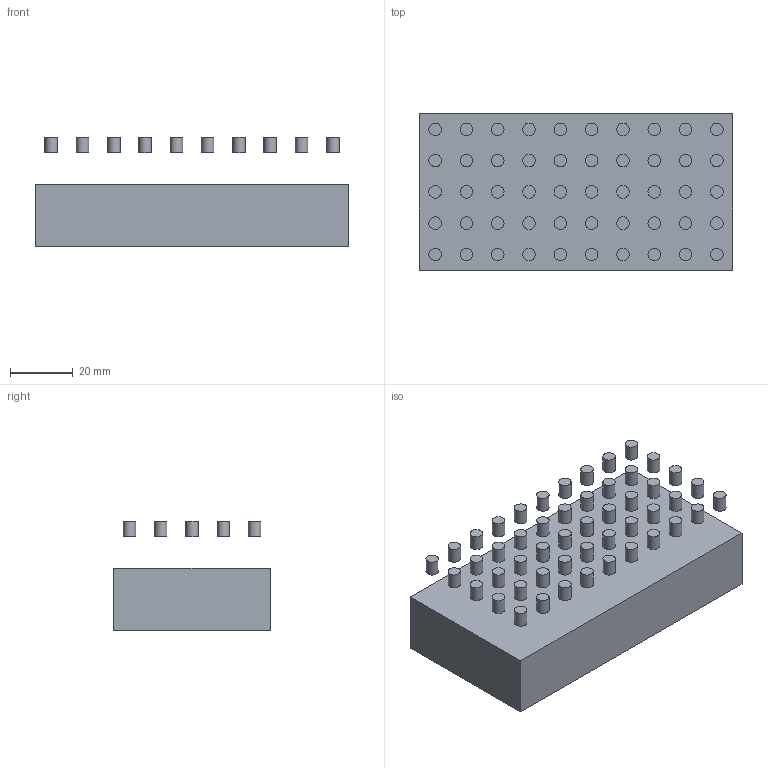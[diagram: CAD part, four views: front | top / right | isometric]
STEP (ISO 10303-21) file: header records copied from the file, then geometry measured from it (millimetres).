
FILE_DESCRIPTION(('Open CASCADE Model'),'2;1');
FILE_NAME('Open CASCADE Shape Model','2024-05-25T14:01:27',('Author'),( 'Open CASCADE'),'Open CASCADE STEP processor 7.7','Open CASCADE 7.7' ,'Unknown');
FILE_SCHEMA(('AUTOMOTIVE_DESIGN { 1 0 10303 214 1 1 1 1 }'));
Length unit declared in the file: millimetre
Products named in the file (52): Open CASCADE STEP translator 7.7 2; Open CASCADE STEP translator 7.7 2.1; Open CASCADE STEP translator 7.7 2.2; Open CASCADE STEP translator 7.7 2.3; Open CASCADE STEP translator 7.7 2.4; Open CASCADE STEP translator 7.7 2.5; Open CASCADE STEP translator 7.7 2.6; Open CASCADE STEP translator 7.7 2.7; Open CASCADE STEP translator 7.7 2.8; Open CASCADE STEP translator 7.7 2.9; Open CASCADE STEP translator 7.7 2.10; Open CASCADE STEP translator 7.7 2.11; Open CASCADE STEP translator 7.7 2.12; Open CASCADE STEP translator 7.7 2.13; Open CASCADE STEP translator 7.7 2.14; Open CASCADE STEP translator 7.7 2.15; Open CASCADE STEP translator 7.7 2.16; Open CASCADE STEP translator 7.7 2.17; Open CASCADE STEP translator 7.7 2.18; Open CASCADE STEP translator 7.7 2.19; Open CASCADE STEP translator 7.7 2.20; Open CASCADE STEP translator 7.7 2.21; Open CASCADE STEP translator 7.7 2.22; Open CASCADE STEP translator 7.7 2.23; Open CASCADE STEP translator 7.7 2.24; Open CASCADE STEP translator 7.7 2.25; Open CASCADE STEP translator 7.7 2.26; Open CASCADE STEP translator 7.7 2.27; Open CASCADE STEP translator 7.7 2.28; Open CASCADE STEP translator 7.7 2.29; Open CASCADE STEP translator 7.7 2.30; Open CASCADE STEP translator 7.7 2.31; Open CASCADE STEP translator 7.7 2.32; Open CASCADE STEP translator 7.7 2.33; Open CASCADE STEP translator 7.7 2.34; Open CASCADE STEP translator 7.7 2.35; Open CASCADE STEP translator 7.7 2.36; Open CASCADE STEP translator 7.7 2.37; Open CASCADE STEP translator 7.7 2.38; Open CASCADE STEP translator 7.7 2.39 ...
Assembly tree (51 placements, depth 2):
  Open CASCADE STEP translator 7.7 2
    Open CASCADE STEP translator 7.7 2.1
    Open CASCADE STEP translator 7.7 2.2
    Open CASCADE STEP translator 7.7 2.3
    Open CASCADE STEP translator 7.7 2.4
    Open CASCADE STEP translator 7.7 2.5
    Open CASCADE STEP translator 7.7 2.6
    Open CASCADE STEP translator 7.7 2.7
    Open CASCADE STEP translator 7.7 2.8
    Open CASCADE STEP translator 7.7 2.9
    Open CASCADE STEP translator 7.7 2.10
    Open CASCADE STEP translator 7.7 2.11
    Open CASCADE STEP translator 7.7 2.12
    Open CASCADE STEP translator 7.7 2.13
    Open CASCADE STEP translator 7.7 2.14
    Open CASCADE STEP translator 7.7 2.15
    Open CASCADE STEP translator 7.7 2.16
    Open CASCADE STEP translator 7.7 2.17
    Open CASCADE STEP translator 7.7 2.18
    Open CASCADE STEP translator 7.7 2.19
    Open CASCADE STEP translator 7.7 2.20
    Open CASCADE STEP translator 7.7 2.21
    Open CASCADE STEP translator 7.7 2.22
    Open CASCADE STEP translator 7.7 2.23
    Open CASCADE STEP translator 7.7 2.24
    Open CASCADE STEP translator 7.7 2.25
    Open CASCADE STEP translator 7.7 2.26
    Open CASCADE STEP translator 7.7 2.27
    Open CASCADE STEP translator 7.7 2.28
    Open CASCADE STEP translator 7.7 2.29
    Open CASCADE STEP translator 7.7 2.30
    Open CASCADE STEP translator 7.7 2.31
    Open CASCADE STEP translator 7.7 2.32
    Open CASCADE STEP translator 7.7 2.33
    Open CASCADE STEP translator 7.7 2.34
    Open CASCADE STEP translator 7.7 2.35
    Open CASCADE STEP translator 7.7 2.36
    Open CASCADE STEP translator 7.7 2.37
    Open CASCADE STEP translator 7.7 2.38
    Open CASCADE STEP translator 7.7 2.39
    Open CASCADE STEP translator 7.7 2.40
    Open CASCADE STEP translator 7.7 2.41
    Open CASCADE STEP translator 7.7 2.42
    Open CASCADE STEP translator 7.7 2.43
    Open CASCADE STEP translator 7.7 2.44
    Open CASCADE STEP translator 7.7 2.45
    Open CASCADE STEP translator 7.7 2.46
    Open CASCADE STEP translator 7.7 2.47
    Open CASCADE STEP translator 7.7 2.48
    Open CASCADE STEP translator 7.7 2.49
    Open CASCADE STEP translator 7.7 2.50
    Open CASCADE STEP translator 7.7 2.51
Bounding box: 100 x 50 x 35 mm (x, y, z)
Volume: 103141.6 mm3; surface area: 20398.2 mm2
Topology: 51 solids, 51 shells, 156 faces, 162 edges, 108 vertices
Faces by surface type: plane 106, cylinder 50
Full cylindrical faces by diameter (mm): 4 x50
Entity records: 5840 total; most frequent: DIRECTION 1002, CARTESIAN_POINT 802, ORIENTED_EDGE 324, PCURVE 324, DEFINITIONAL_REPRESENTATION 324, AXIS2_PLACEMENT_3D 308, LINE 286, VECTOR 286
